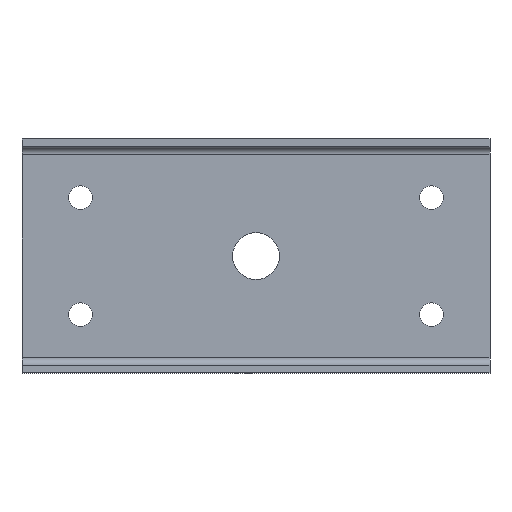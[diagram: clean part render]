
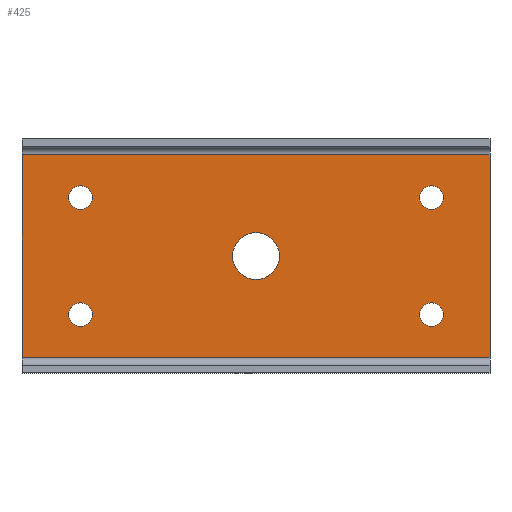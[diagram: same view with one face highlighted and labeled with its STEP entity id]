
A CAD part, top view. The second image highlights one B-rep face of the part: STEP entity #425.
In plain terms, the highlighted planar face has unit normal (0, 0, 1).
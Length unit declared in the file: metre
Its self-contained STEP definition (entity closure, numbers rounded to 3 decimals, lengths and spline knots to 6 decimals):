
#21=CIRCLE('',#460,0.003);
#23=CIRCLE('',#463,0.006);
#25=CIRCLE('',#466,0.003);
#27=CIRCLE('',#469,0.003);
#29=CIRCLE('',#472,0.003);
#74=ORIENTED_EDGE('',*,*,#160,.T.);
#75=ORIENTED_EDGE('',*,*,#162,.F.);
#76=ORIENTED_EDGE('',*,*,#164,.T.);
#77=ORIENTED_EDGE('',*,*,#166,.F.);
#78=ORIENTED_EDGE('',*,*,#168,.F.);
#79=ORIENTED_EDGE('',*,*,#175,.F.);
#80=ORIENTED_EDGE('',*,*,#156,.T.);
#81=ORIENTED_EDGE('',*,*,#176,.T.);
#82=ORIENTED_EDGE('',*,*,#169,.F.);
#156=EDGE_CURVE('',#211,#209,#244,.T.);
#160=EDGE_CURVE('',#214,#214,#21,.T.);
#162=EDGE_CURVE('',#216,#216,#23,.T.);
#164=EDGE_CURVE('',#218,#218,#25,.T.);
#166=EDGE_CURVE('',#220,#220,#27,.T.);
#168=EDGE_CURVE('',#222,#222,#29,.T.);
#169=EDGE_CURVE('',#223,#224,#247,.T.);
#175=EDGE_CURVE('',#211,#223,#253,.F.);
#176=EDGE_CURVE('',#209,#224,#254,.T.);
#209=VERTEX_POINT('',#633);
#211=VERTEX_POINT('',#636);
#214=VERTEX_POINT('',#644);
#216=VERTEX_POINT('',#649);
#218=VERTEX_POINT('',#654);
#220=VERTEX_POINT('',#659);
#222=VERTEX_POINT('',#664);
#223=VERTEX_POINT('',#667);
#224=VERTEX_POINT('',#668);
#244=LINE('',#635,#280);
#247=LINE('',#666,#283);
#253=LINE('',#678,#289);
#254=LINE('',#679,#290);
#280=VECTOR('',#507,1.);
#283=VECTOR('',#542,1.);
#289=VECTOR('',#552,1.);
#290=VECTOR('',#553,1.);
#333=EDGE_LOOP('',(#74));
#334=EDGE_LOOP('',(#75));
#335=EDGE_LOOP('',(#76));
#336=EDGE_LOOP('',(#77));
#337=EDGE_LOOP('',(#78));
#338=EDGE_LOOP('',(#79,#80,#81,#82));
#375=FACE_BOUND('',#333,.T.);
#376=FACE_BOUND('',#334,.T.);
#377=FACE_BOUND('',#335,.T.);
#378=FACE_BOUND('',#336,.T.);
#379=FACE_BOUND('',#337,.T.);
#380=FACE_BOUND('',#338,.T.);
#402=PLANE('',#475);
#425=ADVANCED_FACE('',(#375,#376,#377,#378,#379,#380),#402,.T.);
#460=AXIS2_PLACEMENT_3D('',#643,#514,#515);
#463=AXIS2_PLACEMENT_3D('',#648,#520,#521);
#466=AXIS2_PLACEMENT_3D('',#653,#526,#527);
#469=AXIS2_PLACEMENT_3D('',#658,#532,#533);
#472=AXIS2_PLACEMENT_3D('',#663,#538,#539);
#475=AXIS2_PLACEMENT_3D('',#677,#550,#551);
#507=DIRECTION('',(0.,-1.,0.));
#514=DIRECTION('',(0.,0.,-1.));
#515=DIRECTION('',(1.,0.,0.));
#520=DIRECTION('',(0.,0.,1.));
#521=DIRECTION('',(1.,0.,0.));
#526=DIRECTION('',(0.,0.,-1.));
#527=DIRECTION('',(1.,0.,0.));
#532=DIRECTION('',(0.,0.,1.));
#533=DIRECTION('',(1.,0.,0.));
#538=DIRECTION('',(0.,0.,1.));
#539=DIRECTION('',(1.,0.,0.));
#542=DIRECTION('',(0.,-1.,0.));
#550=DIRECTION('',(0.,0.,1.));
#551=DIRECTION('',(1.,0.,0.));
#552=DIRECTION('',(-1.,0.,0.));
#553=DIRECTION('',(1.,0.,0.));
#633=CARTESIAN_POINT('',(0.,-0.054,0.002));
#635=CARTESIAN_POINT('',(0.,-0.028,0.002));
#636=CARTESIAN_POINT('',(0.,-0.002,0.002));
#643=CARTESIAN_POINT('',(0.105,-0.043,0.002));
#644=CARTESIAN_POINT('',(0.108,-0.043,0.002));
#648=CARTESIAN_POINT('',(0.06,-0.028,0.002));
#649=CARTESIAN_POINT('',(0.066,-0.028,0.002));
#653=CARTESIAN_POINT('',(0.105,-0.013,0.002));
#654=CARTESIAN_POINT('',(0.108,-0.013,0.002));
#658=CARTESIAN_POINT('',(0.015,-0.013,0.002));
#659=CARTESIAN_POINT('',(0.018,-0.013,0.002));
#663=CARTESIAN_POINT('',(0.015,-0.043,0.002));
#664=CARTESIAN_POINT('',(0.018,-0.043,0.002));
#666=CARTESIAN_POINT('',(0.12,-0.028,0.002));
#667=CARTESIAN_POINT('',(0.12,-0.002,0.002));
#668=CARTESIAN_POINT('',(0.12,-0.054,0.002));
#677=CARTESIAN_POINT('',(0.06,-0.028,0.002));
#678=CARTESIAN_POINT('',(0.06,-0.002,0.002));
#679=CARTESIAN_POINT('',(0.06,-0.054,0.002));
